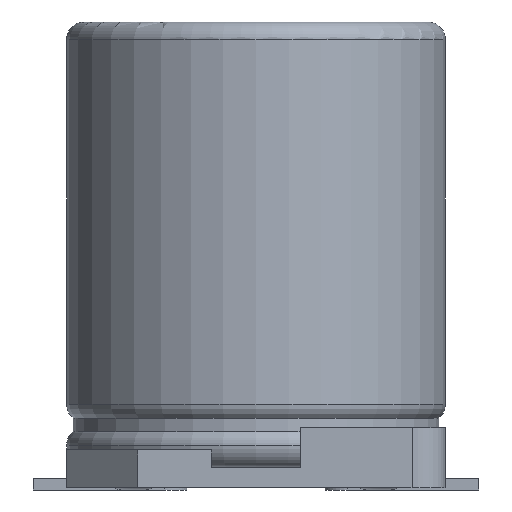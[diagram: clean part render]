
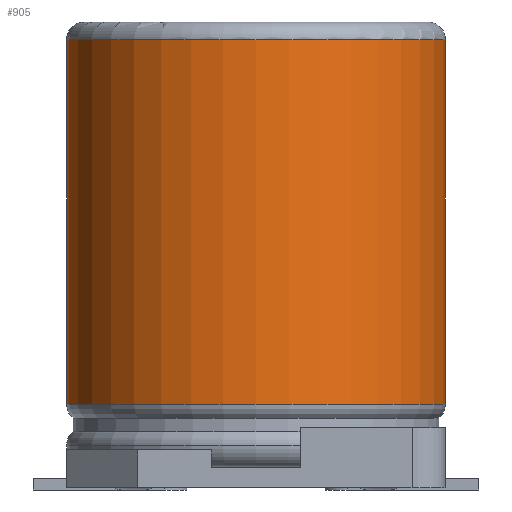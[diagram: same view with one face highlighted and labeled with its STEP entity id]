
A CAD part, front view. The second image highlights one B-rep face of the part: STEP entity #905.
In plain terms, the highlighted cylindrical face has radius 4.25 mm (diameter 8.5 mm), a partial arc.
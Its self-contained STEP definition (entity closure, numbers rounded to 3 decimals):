
#270 = CYLINDRICAL_SURFACE ( 'NONE', #1738, 4.25 ) ;
#431 = EDGE_CURVE ( 'NONE', #2021, #2457, #3218, .T. ) ;
#763 = EDGE_LOOP ( 'NONE', ( #2056, #3051, #3487, #1192 ) ) ;
#802 = VECTOR ( 'NONE', #1503, 1000. ) ;
#846 = CIRCLE ( 'NONE', #2746, 4.25 ) ;
#905 = ADVANCED_FACE ( 'NONE', ( #1641 ), #270, .T. ) ;
#1192 = ORIENTED_EDGE ( 'NONE', *, *, #3497, .F. ) ;
#1314 = DIRECTION ( 'NONE',  ( -1., 0., 0. ) ) ;
#1404 = VERTEX_POINT ( 'NONE', #3245 ) ;
#1503 = DIRECTION ( 'NONE',  ( 0., 0., -1. ) ) ;
#1641 = FACE_OUTER_BOUND ( 'NONE', #763, .T. ) ;
#1659 = CARTESIAN_POINT ( 'NONE',  ( 3.45, 0., 10.1 ) ) ;
#1726 = LINE ( 'NONE', #4135, #2798 ) ;
#1738 = AXIS2_PLACEMENT_3D ( 'NONE', #1659, #2285, #3669 ) ;
#1780 = DIRECTION ( 'NONE',  ( -1., 0., 0. ) ) ;
#1795 = CARTESIAN_POINT ( 'NONE',  ( 3.45, 0., 10.1 ) ) ;
#1952 = AXIS2_PLACEMENT_3D ( 'NONE', #1795, #3858, #1780 ) ;
#2021 = VERTEX_POINT ( 'NONE', #2404 ) ;
#2034 = EDGE_CURVE ( 'NONE', #2270, #1404, #1726, .T. ) ;
#2056 = ORIENTED_EDGE ( 'NONE', *, *, #2034, .F. ) ;
#2088 = EDGE_CURVE ( 'NONE', #2270, #2021, #3453, .T. ) ;
#2181 = CARTESIAN_POINT ( 'NONE',  ( -0.8, 0., 1.924 ) ) ;
#2270 = VERTEX_POINT ( 'NONE', #3713 ) ;
#2285 = DIRECTION ( 'NONE',  ( 0., 0., -1. ) ) ;
#2404 = CARTESIAN_POINT ( 'NONE',  ( -0.8, 0., 10.1 ) ) ;
#2457 = VERTEX_POINT ( 'NONE', #2181 ) ;
#2652 = CARTESIAN_POINT ( 'NONE',  ( 3.45, 0., 1.924 ) ) ;
#2746 = AXIS2_PLACEMENT_3D ( 'NONE', #2652, #4380, #1314 ) ;
#2798 = VECTOR ( 'NONE', #3455, 1000. ) ;
#3051 = ORIENTED_EDGE ( 'NONE', *, *, #2088, .T. ) ;
#3197 = CARTESIAN_POINT ( 'NONE',  ( -0.8, 0., 10.1 ) ) ;
#3218 = LINE ( 'NONE', #3197, #802 ) ;
#3245 = CARTESIAN_POINT ( 'NONE',  ( 7.7, 0., 1.924 ) ) ;
#3453 = CIRCLE ( 'NONE', #1952, 4.25 ) ;
#3455 = DIRECTION ( 'NONE',  ( 0., 0., -1. ) ) ;
#3487 = ORIENTED_EDGE ( 'NONE', *, *, #431, .T. ) ;
#3497 = EDGE_CURVE ( 'NONE', #1404, #2457, #846, .T. ) ;
#3669 = DIRECTION ( 'NONE',  ( -1., 0., 0. ) ) ;
#3713 = CARTESIAN_POINT ( 'NONE',  ( 7.7, 0., 10.1 ) ) ;
#3858 = DIRECTION ( 'NONE',  ( 0., 0., -1. ) ) ;
#4135 = CARTESIAN_POINT ( 'NONE',  ( 7.7, 0., 10.1 ) ) ;
#4380 = DIRECTION ( 'NONE',  ( 0., 0., -1. ) ) ;
